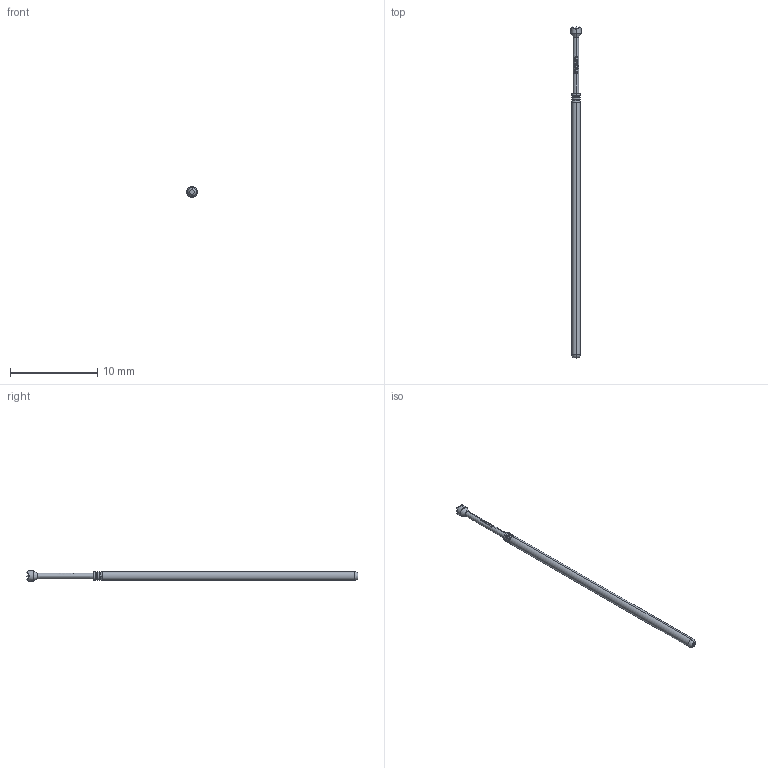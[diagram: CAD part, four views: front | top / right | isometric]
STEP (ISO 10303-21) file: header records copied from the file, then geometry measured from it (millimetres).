
FILE_DESCRIPTION (( 'STEP AP203' ), '1' );
FILE_NAME ('INGUN_GKS-075_306_120_A_xx00_E.STEP', '2021-10-19T09:07:07', ( 'ochi' ), ( '' ), 'SwSTEP 2.0', 'SolidWorks 2018', '' );
FILE_SCHEMA (( 'CONFIG_CONTROL_DESIGN' ));
Length unit declared in the file: millimetre
Products named in the file (1): INGUN_GKS-075_306_120_A_xx00_E
Bounding box: 1.2 x 38.1 x 1.2 mm (x, y, z)
Volume: 27.7 mm3; surface area: 117.4 mm2
Topology: 1 solids, 1 shells, 126 faces, 323 edges, 201 vertices
Faces by surface type: bspline 50, plane 38, cone 18, torus 10, cylinder 10
Entity records: 4784 total; most frequent: CARTESIAN_POINT 2223, ORIENTED_EDGE 646, EDGE_CURVE 323, DIRECTION 315, VERTEX_POINT 201, B_SPLINE_CURVE_WITH_KNOTS 176, EDGE_LOOP 128, ADVANCED_FACE 126
